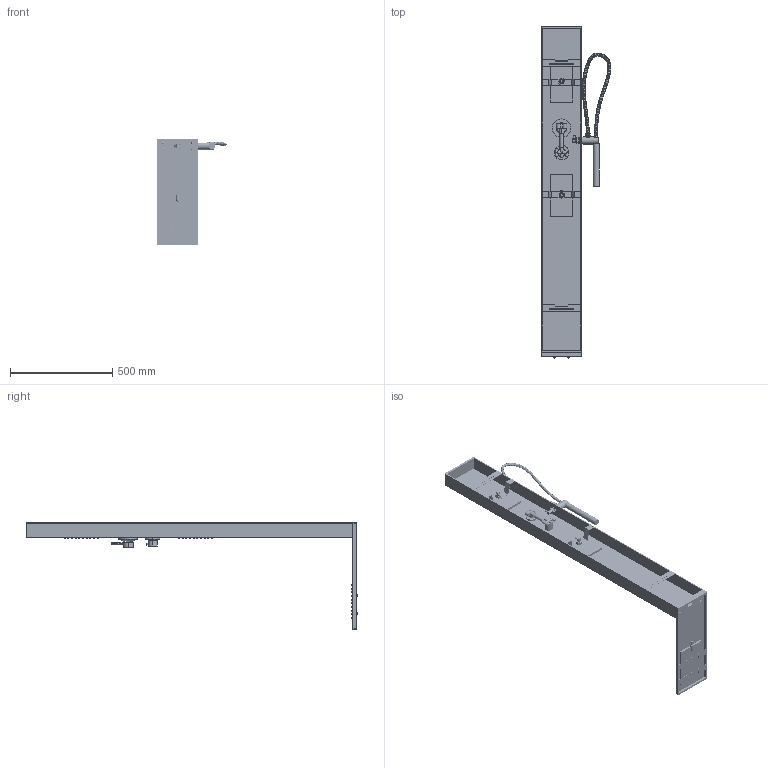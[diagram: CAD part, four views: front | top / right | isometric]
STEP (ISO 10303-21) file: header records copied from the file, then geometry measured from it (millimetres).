
FILE_DESCRIPTION((''),'2;1');
FILE_NAME('9837_ASM','2020-02-26T',('Administrator'),(''),'CREO PARAMETRIC BY PTC INC, 2014440','CREO PARAMETRIC BY PTC INC, 2014440','');
FILE_SCHEMA(('CONFIG_CONTROL_DESIGN'));
Products named in the file (19): ZT; LONGTOU; SL1; SL2; 5X10; 7W; 5X10-2; 7W_ASM; HSZ; PRT0125; SHS; KT; SLJT; DP; M6; M6M; XJDP; 1-2LM; 9837_ASM
Assembly tree (39 placements, depth 3):
  9837_ASM
    ZT
    LONGTOU
    SL1
    SL2
    5X10  x2
    7W_ASM
      7W
      5X10-2
    HSZ
    PRT0125
    SHS
    KT  x2
    SLJT  x3
    DP  x8
    M6  x8
    M6M  x4
    XJDP
    1-2LM
Bounding box: 341.3 x 1625.92 x 520 mm (x, y, z)
Volume: 2347619.5 mm3; surface area: 1909277.9 mm2
Topology: 41 solids, 42 shells, 2424 faces, 5637 edges, 3705 vertices
Faces by surface type: cylinder 1507, plane 715, bspline 130, sphere 32, cone 30, torus 10
Entity records: 78318 total; most frequent: CARTESIAN_POINT 39557, DIRECTION 8387, ORIENTED_EDGE 7436, EDGE_CURVE 3718, AXIS2_PLACEMENT_3D 3469, VERTEX_POINT 2462, EDGE_LOOP 2250, CIRCLE 1861
